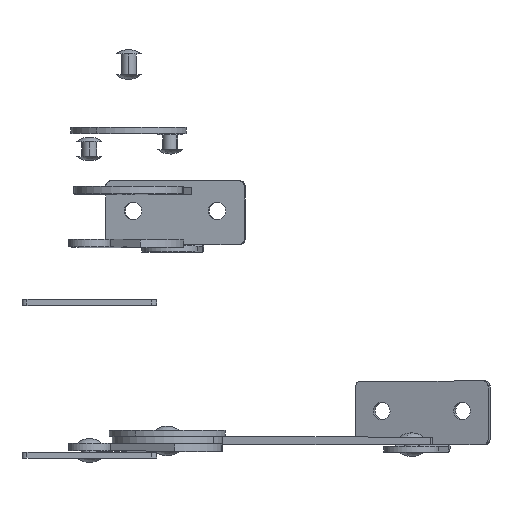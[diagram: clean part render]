
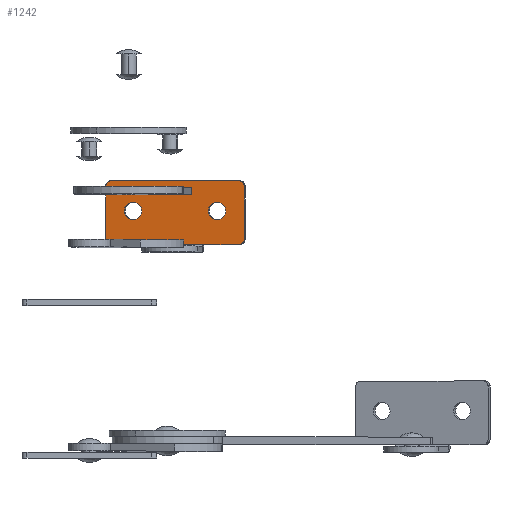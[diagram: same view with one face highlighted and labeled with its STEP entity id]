
A CAD part, top view. The second image highlights one B-rep face of the part: STEP entity #1242.
In plain terms, the highlighted face is planar.
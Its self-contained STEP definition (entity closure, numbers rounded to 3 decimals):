
#32 = CARTESIAN_POINT ( 'NONE',  ( 14., 0., -5.375 ) ) ;
#33 = EDGE_CURVE ( 'NONE', #593, #2144, #1921, .T. ) ;
#66 = VECTOR ( 'NONE', #2544, 1000. ) ;
#84 = AXIS2_PLACEMENT_3D ( 'NONE', #2561, #1326, #292 ) ;
#86 = CIRCLE ( 'NONE', #830, 1. ) ;
#107 = CIRCLE ( 'NONE', #628, 1. ) ;
#108 = DIRECTION ( 'NONE',  ( 0., 0., 1. ) ) ;
#112 = EDGE_LOOP ( 'NONE', ( #470, #1874 ) ) ;
#139 = DIRECTION ( 'NONE',  ( 0., 0., -1. ) ) ;
#146 = EDGE_CURVE ( 'NONE', #1530, #1066, #1722, .T. ) ;
#160 = ORIENTED_EDGE ( 'NONE', *, *, #678, .T. ) ;
#178 = VECTOR ( 'NONE', #1106, 1000. ) ;
#197 = CARTESIAN_POINT ( 'NONE',  ( 5.63, 0., -6.375 ) ) ;
#198 = EDGE_CURVE ( 'NONE', #1183, #1530, #86, .T. ) ;
#227 = ORIENTED_EDGE ( 'NONE', *, *, #198, .T. ) ;
#244 = DIRECTION ( 'NONE',  ( 0., 1., 0. ) ) ;
#265 = ORIENTED_EDGE ( 'NONE', *, *, #2573, .T. ) ;
#285 = CARTESIAN_POINT ( 'NONE',  ( -8.5, 0., 0.375 ) ) ;
#292 = DIRECTION ( 'NONE',  ( 0., 0., 1. ) ) ;
#343 = VECTOR ( 'NONE', #656, 1000. ) ;
#367 = FACE_OUTER_BOUND ( 'NONE', #1504, .T. ) ;
#371 = AXIS2_PLACEMENT_3D ( 'NONE', #1368, #2395, #1380 ) ;
#393 = CARTESIAN_POINT ( 'NONE',  ( 8.5, 0., 0.375 ) ) ;
#412 = CIRCLE ( 'NONE', #1666, 1.75 ) ;
#414 = ORIENTED_EDGE ( 'NONE', *, *, #1243, .T. ) ;
#427 = VERTEX_POINT ( 'NONE', #1675 ) ;
#455 = CIRCLE ( 'NONE', #371, 1. ) ;
#457 = LINE ( 'NONE', #1519, #1975 ) ;
#470 = ORIENTED_EDGE ( 'NONE', *, *, #2349, .F. ) ;
#486 = CARTESIAN_POINT ( 'NONE',  ( 13., 0., 6.375 ) ) ;
#489 = EDGE_CURVE ( 'NONE', #1066, #2488, #956, .T. ) ;
#507 = DIRECTION ( 'NONE',  ( 0., 1., 0. ) ) ;
#542 = CARTESIAN_POINT ( 'NONE',  ( -13., 0., 5.375 ) ) ;
#547 = CARTESIAN_POINT ( 'NONE',  ( 8.5, 0., -1.375 ) ) ;
#554 = FACE_BOUND ( 'NONE', #112, .T. ) ;
#576 = EDGE_CURVE ( 'NONE', #2488, #958, #457, .T. ) ;
#580 = PLANE ( 'NONE',  #2426 ) ;
#593 = VERTEX_POINT ( 'NONE', #1094 ) ;
#618 = VERTEX_POINT ( 'NONE', #2310 ) ;
#622 = CARTESIAN_POINT ( 'NONE',  ( 13., 0., -5.375 ) ) ;
#628 = AXIS2_PLACEMENT_3D ( 'NONE', #542, #1369, #139 ) ;
#639 = CARTESIAN_POINT ( 'NONE',  ( -8.5, 0., -1.375 ) ) ;
#656 = DIRECTION ( 'NONE',  ( -1., 0., 0. ) ) ;
#657 = DIRECTION ( 'NONE',  ( 0., 0., 1. ) ) ;
#678 = EDGE_CURVE ( 'NONE', #1447, #2212, #2044, .T. ) ;
#723 = LINE ( 'NONE', #1148, #2257 ) ;
#742 = CARTESIAN_POINT ( 'NONE',  ( -14., 0., -5.375 ) ) ;
#765 = CIRCLE ( 'NONE', #2264, 1.75 ) ;
#830 = AXIS2_PLACEMENT_3D ( 'NONE', #2528, #507, #2575 ) ;
#956 = CIRCLE ( 'NONE', #1678, 1. ) ;
#958 = VERTEX_POINT ( 'NONE', #197 ) ;
#973 = DIRECTION ( 'NONE',  ( 0., 0., 1. ) ) ;
#993 = ORIENTED_EDGE ( 'NONE', *, *, #2012, .F. ) ;
#1019 = VERTEX_POINT ( 'NONE', #639 ) ;
#1047 = DIRECTION ( 'NONE',  ( 0., 1., 0. ) ) ;
#1066 = VERTEX_POINT ( 'NONE', #32 ) ;
#1079 = ORIENTED_EDGE ( 'NONE', *, *, #2336, .T. ) ;
#1094 = CARTESIAN_POINT ( 'NONE',  ( 8.5, 0., 2.125 ) ) ;
#1106 = DIRECTION ( 'NONE',  ( 1., 0., 0. ) ) ;
#1148 = CARTESIAN_POINT ( 'NONE',  ( -14., 0., -5.375 ) ) ;
#1173 = CARTESIAN_POINT ( 'NONE',  ( -13., 0., -5.375 ) ) ;
#1183 = VERTEX_POINT ( 'NONE', #486 ) ;
#1223 = DIRECTION ( 'NONE',  ( -1., 0., 0. ) ) ;
#1226 = CARTESIAN_POINT ( 'NONE',  ( -14., 0., 5.375 ) ) ;
#1242 = ADVANCED_FACE ( 'NONE', ( #554, #1973, #367 ), #580, .T. ) ;
#1243 = EDGE_CURVE ( 'NONE', #2212, #2380, #455, .T. ) ;
#1258 = CIRCLE ( 'NONE', #84, 1.75 ) ;
#1326 = DIRECTION ( 'NONE',  ( 0., 1., 0. ) ) ;
#1368 = CARTESIAN_POINT ( 'NONE',  ( -13., 0., -5.375 ) ) ;
#1369 = DIRECTION ( 'NONE',  ( 0., 1., 0. ) ) ;
#1377 = ORIENTED_EDGE ( 'NONE', *, *, #33, .F. ) ;
#1380 = DIRECTION ( 'NONE',  ( 0., 0., 1. ) ) ;
#1395 = ORIENTED_EDGE ( 'NONE', *, *, #576, .T. ) ;
#1417 = LINE ( 'NONE', #2231, #1681 ) ;
#1425 = EDGE_CURVE ( 'NONE', #1019, #427, #412, .T. ) ;
#1444 = EDGE_CURVE ( 'NONE', #2380, #1970, #723, .T. ) ;
#1447 = VERTEX_POINT ( 'NONE', #2371 ) ;
#1463 = ORIENTED_EDGE ( 'NONE', *, *, #1540, .T. ) ;
#1465 = DIRECTION ( 'NONE',  ( 0., 0., -1. ) ) ;
#1504 = EDGE_LOOP ( 'NONE', ( #1395, #265, #160, #414, #1653, #1463, #1079, #227, #2002, #2166 ) ) ;
#1519 = CARTESIAN_POINT ( 'NONE',  ( 13., 0., -6.375 ) ) ;
#1530 = VERTEX_POINT ( 'NONE', #2385 ) ;
#1540 = EDGE_CURVE ( 'NONE', #1970, #618, #107, .T. ) ;
#1544 = CARTESIAN_POINT ( 'NONE',  ( 14., 0., -5.375 ) ) ;
#1614 = DIRECTION ( 'NONE',  ( 0., 1., 0. ) ) ;
#1636 = DIRECTION ( 'NONE',  ( 0., 1., 0. ) ) ;
#1653 = ORIENTED_EDGE ( 'NONE', *, *, #1444, .T. ) ;
#1666 = AXIS2_PLACEMENT_3D ( 'NONE', #285, #2333, #973 ) ;
#1675 = CARTESIAN_POINT ( 'NONE',  ( -8.5, 0., 2.125 ) ) ;
#1678 = AXIS2_PLACEMENT_3D ( 'NONE', #622, #244, #1465 ) ;
#1681 = VECTOR ( 'NONE', #1223, 1000. ) ;
#1722 = LINE ( 'NONE', #1544, #66 ) ;
#1739 = DIRECTION ( 'NONE',  ( -1., 0., 0. ) ) ;
#1837 = DIRECTION ( 'NONE',  ( 0., 0., 1. ) ) ;
#1874 = ORIENTED_EDGE ( 'NONE', *, *, #1425, .F. ) ;
#1890 = CARTESIAN_POINT ( 'NONE',  ( -5.63, 0., -6.375 ) ) ;
#1921 = CIRCLE ( 'NONE', #1966, 1.75 ) ;
#1966 = AXIS2_PLACEMENT_3D ( 'NONE', #2256, #1047, #657 ) ;
#1970 = VERTEX_POINT ( 'NONE', #1226 ) ;
#1973 = FACE_BOUND ( 'NONE', #2229, .T. ) ;
#1975 = VECTOR ( 'NONE', #1739, 1000. ) ;
#2002 = ORIENTED_EDGE ( 'NONE', *, *, #146, .T. ) ;
#2012 = EDGE_CURVE ( 'NONE', #2144, #593, #765, .T. ) ;
#2044 = LINE ( 'NONE', #1890, #343 ) ;
#2082 = CARTESIAN_POINT ( 'NONE',  ( -13., 0., -6.375 ) ) ;
#2138 = CARTESIAN_POINT ( 'NONE',  ( 13., 0., 6.375 ) ) ;
#2144 = VERTEX_POINT ( 'NONE', #547 ) ;
#2152 = LINE ( 'NONE', #2138, #178 ) ;
#2166 = ORIENTED_EDGE ( 'NONE', *, *, #489, .T. ) ;
#2212 = VERTEX_POINT ( 'NONE', #2082 ) ;
#2229 = EDGE_LOOP ( 'NONE', ( #1377, #993 ) ) ;
#2231 = CARTESIAN_POINT ( 'NONE',  ( -13., 0., -6.375 ) ) ;
#2256 = CARTESIAN_POINT ( 'NONE',  ( 8.5, 0., 0.375 ) ) ;
#2257 = VECTOR ( 'NONE', #108, 1000. ) ;
#2264 = AXIS2_PLACEMENT_3D ( 'NONE', #393, #1636, #1837 ) ;
#2310 = CARTESIAN_POINT ( 'NONE',  ( -13., 0., 6.375 ) ) ;
#2333 = DIRECTION ( 'NONE',  ( 0., 1., 0. ) ) ;
#2336 = EDGE_CURVE ( 'NONE', #618, #1183, #2152, .T. ) ;
#2349 = EDGE_CURVE ( 'NONE', #427, #1019, #1258, .T. ) ;
#2369 = DIRECTION ( 'NONE',  ( 0., 0., 1. ) ) ;
#2371 = CARTESIAN_POINT ( 'NONE',  ( -5.63, 0., -6.375 ) ) ;
#2380 = VERTEX_POINT ( 'NONE', #742 ) ;
#2385 = CARTESIAN_POINT ( 'NONE',  ( 14., 0., 5.375 ) ) ;
#2395 = DIRECTION ( 'NONE',  ( 0., 1., 0. ) ) ;
#2416 = CARTESIAN_POINT ( 'NONE',  ( 13., 0., -6.375 ) ) ;
#2426 = AXIS2_PLACEMENT_3D ( 'NONE', #1173, #1614, #2369 ) ;
#2488 = VERTEX_POINT ( 'NONE', #2416 ) ;
#2528 = CARTESIAN_POINT ( 'NONE',  ( 13., 0., 5.375 ) ) ;
#2544 = DIRECTION ( 'NONE',  ( 0., 0., -1. ) ) ;
#2561 = CARTESIAN_POINT ( 'NONE',  ( -8.5, 0., 0.375 ) ) ;
#2573 = EDGE_CURVE ( 'NONE', #958, #1447, #1417, .T. ) ;
#2575 = DIRECTION ( 'NONE',  ( 0., 0., -1. ) ) ;
